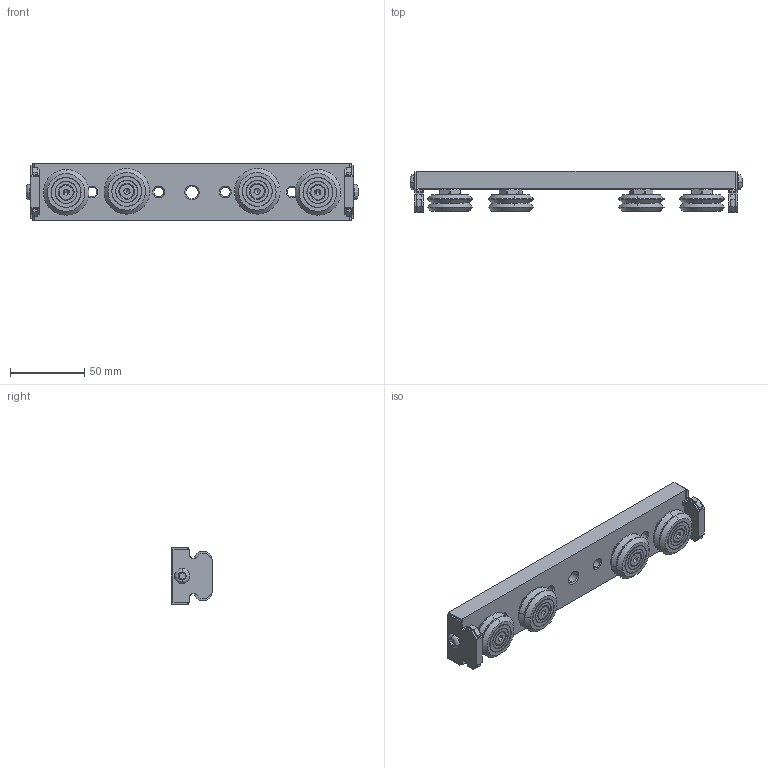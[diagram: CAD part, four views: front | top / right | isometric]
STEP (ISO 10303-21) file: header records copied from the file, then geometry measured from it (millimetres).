
FILE_DESCRIPTION (( 'STEP AP203' ), '1' );
FILE_NAME ('LUV-2-4W.step', '2024-05-13T17:28:24', ( '' ), ( '' ), 'SwSTEP 2.0', 'SolidWorks 2023', '' );
FILE_SCHEMA (( 'CONFIG_CONTROL_DESIGN' ));
Length unit declared in the file: millimetre
Products named in the file (1): LUV-2-4W
Bounding box: 224.15 x 27.69 x 38 mm (x, y, z)
Volume: 127961.9 mm3; surface area: 46911.8 mm2
Topology: 9 solids, 9 shells, 860 faces, 2017 edges, 1236 vertices
Faces by surface type: plane 274, cylinder 250, cone 172, bspline 164
Entity records: 33918 total; most frequent: CARTESIAN_POINT 14742, ORIENTED_EDGE 4010, DIRECTION 3995, EDGE_CURVE 2005, AXIS2_PLACEMENT_3D 1577, VERTEX_POINT 1236, EDGE_LOOP 955, CIRCLE 880
